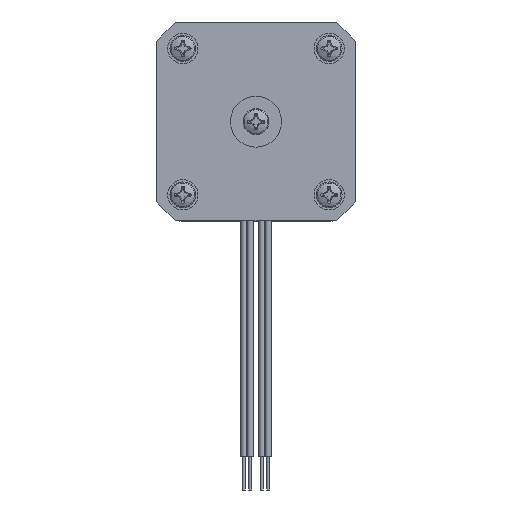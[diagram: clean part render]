
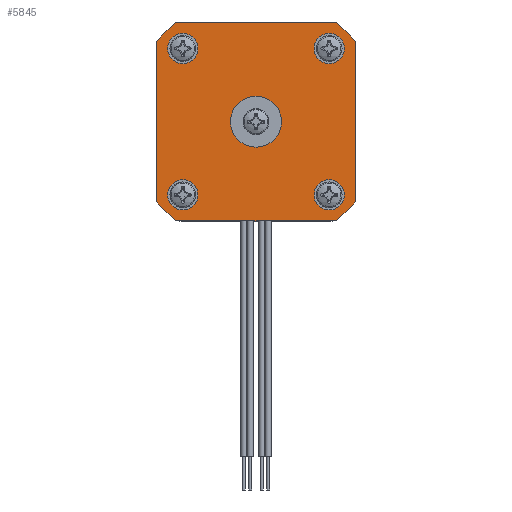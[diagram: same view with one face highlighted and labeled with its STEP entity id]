
A CAD part, front view. The second image highlights one B-rep face of the part: STEP entity #5845.
In plain terms, the highlighted planar face has unit normal (0, -1, 0).
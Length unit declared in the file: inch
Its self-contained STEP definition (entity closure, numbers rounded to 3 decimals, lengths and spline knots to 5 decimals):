
#5273=CARTESIAN_POINT('',(0.66781,0.26605,-0.82677));
#5274=VERTEX_POINT('',#5273);
#5281=CARTESIAN_POINT('',(-0.66781,0.26605,-0.82677));
#5282=VERTEX_POINT('',#5281);
#5283=CARTESIAN_POINT('',(0.82677,0.26605,-0.82677));
#5284=DIRECTION('',(-1.,0.,0.));
#5285=VECTOR('',#5284,1.);
#5286=LINE('',#5283,#5285);
#5287=EDGE_CURVE('',#5274,#5282,#5286,.T.);
#5520=CARTESIAN_POINT('',(0.2125,0.26605,0.));
#5521=VERTEX_POINT('',#5520);
#5528=CARTESIAN_POINT('',(0.,0.26605,0.));
#5529=DIRECTION('',(0.,1.,0.));
#5530=DIRECTION('',(-1.,0.,0.));
#5531=AXIS2_PLACEMENT_3D('',#5528,#5529,#5530);
#5532=CIRCLE('',#5531,0.2125);
#5533=EDGE_CURVE('',#5521,#5521,#5532,.T.);
#5561=CARTESIAN_POINT('',(-0.48424,0.26605,-0.61024));
#5562=VERTEX_POINT('',#5561);
#5569=CARTESIAN_POINT('',(-0.61024,0.26605,-0.61024));
#5570=DIRECTION('',(0.,1.,0.));
#5571=DIRECTION('',(1.,0.,0.));
#5572=AXIS2_PLACEMENT_3D('',#5569,#5570,#5571);
#5573=CIRCLE('',#5572,0.126);
#5574=EDGE_CURVE('',#5562,#5562,#5573,.T.);
#5614=CARTESIAN_POINT('',(0.73624,0.26605,-0.61024));
#5615=VERTEX_POINT('',#5614);
#5622=CARTESIAN_POINT('',(0.61024,0.26605,-0.61024));
#5623=DIRECTION('',(0.,1.,0.));
#5624=DIRECTION('',(1.,0.,0.));
#5625=AXIS2_PLACEMENT_3D('',#5622,#5623,#5624);
#5626=CIRCLE('',#5625,0.126);
#5627=EDGE_CURVE('',#5615,#5615,#5626,.T.);
#5667=CARTESIAN_POINT('',(0.73624,0.26605,0.61024));
#5668=VERTEX_POINT('',#5667);
#5675=CARTESIAN_POINT('',(0.61024,0.26605,0.61024));
#5676=DIRECTION('',(0.,1.,0.));
#5677=DIRECTION('',(1.,0.,0.));
#5678=AXIS2_PLACEMENT_3D('',#5675,#5676,#5677);
#5679=CIRCLE('',#5678,0.126);
#5680=EDGE_CURVE('',#5668,#5668,#5679,.T.);
#5720=CARTESIAN_POINT('',(-0.48424,0.26605,0.61024));
#5721=VERTEX_POINT('',#5720);
#5728=CARTESIAN_POINT('',(-0.61024,0.26605,0.61024));
#5729=DIRECTION('',(0.,1.,0.));
#5730=DIRECTION('',(1.,0.,0.));
#5731=AXIS2_PLACEMENT_3D('',#5728,#5729,#5730);
#5732=CIRCLE('',#5731,0.126);
#5733=EDGE_CURVE('',#5721,#5721,#5732,.T.);
#5764=CARTESIAN_POINT('',(0.82677,0.26605,-0.66781));
#5765=VERTEX_POINT('',#5764);
#5766=CARTESIAN_POINT('',(0.,0.26605,0.));
#5767=DIRECTION('',(0.,-1.,0.));
#5768=DIRECTION('',(1.,0.,0.));
#5769=AXIS2_PLACEMENT_3D('',#5766,#5767,#5768);
#5770=CIRCLE('',#5769,1.06279);
#5771=EDGE_CURVE('',#5274,#5765,#5770,.T.);
#5772=ORIENTED_EDGE('',*,*,#5771,.T.);
#5773=CARTESIAN_POINT('',(0.82677,0.26605,0.66781));
#5774=VERTEX_POINT('',#5773);
#5775=CARTESIAN_POINT('',(0.82677,0.26605,-0.82677));
#5776=DIRECTION('',(0.,0.,-1.));
#5777=VECTOR('',#5776,1.);
#5778=LINE('',#5775,#5777);
#5779=EDGE_CURVE('',#5774,#5765,#5778,.T.);
#5780=ORIENTED_EDGE('',*,*,#5779,.F.);
#5781=CARTESIAN_POINT('',(0.66781,0.26605,0.82677));
#5782=VERTEX_POINT('',#5781);
#5783=CARTESIAN_POINT('',(0.,0.26605,0.));
#5784=DIRECTION('',(0.,-1.,0.));
#5785=DIRECTION('',(1.,0.,0.));
#5786=AXIS2_PLACEMENT_3D('',#5783,#5784,#5785);
#5787=CIRCLE('',#5786,1.06279);
#5788=EDGE_CURVE('',#5774,#5782,#5787,.T.);
#5789=ORIENTED_EDGE('',*,*,#5788,.T.);
#5790=CARTESIAN_POINT('',(-0.66781,0.26605,0.82677));
#5791=VERTEX_POINT('',#5790);
#5792=CARTESIAN_POINT('',(0.82677,0.26605,0.82677));
#5793=DIRECTION('',(1.,0.,0.));
#5794=VECTOR('',#5793,1.);
#5795=LINE('',#5792,#5794);
#5796=EDGE_CURVE('',#5791,#5782,#5795,.T.);
#5797=ORIENTED_EDGE('',*,*,#5796,.F.);
#5798=CARTESIAN_POINT('',(-0.82677,0.26605,0.66781));
#5799=VERTEX_POINT('',#5798);
#5800=CARTESIAN_POINT('',(0.,0.26605,0.));
#5801=DIRECTION('',(0.,-1.,0.));
#5802=DIRECTION('',(1.,0.,0.));
#5803=AXIS2_PLACEMENT_3D('',#5800,#5801,#5802);
#5804=CIRCLE('',#5803,1.06279);
#5805=EDGE_CURVE('',#5791,#5799,#5804,.T.);
#5806=ORIENTED_EDGE('',*,*,#5805,.T.);
#5807=CARTESIAN_POINT('',(-0.82677,0.26605,-0.66781));
#5808=VERTEX_POINT('',#5807);
#5809=CARTESIAN_POINT('',(-0.82677,0.26605,-0.82677));
#5810=DIRECTION('',(0.,0.,1.));
#5811=VECTOR('',#5810,1.);
#5812=LINE('',#5809,#5811);
#5813=EDGE_CURVE('',#5808,#5799,#5812,.T.);
#5814=ORIENTED_EDGE('',*,*,#5813,.F.);
#5815=CARTESIAN_POINT('',(0.,0.26605,0.));
#5816=DIRECTION('',(0.,-1.,0.));
#5817=DIRECTION('',(1.,0.,0.));
#5818=AXIS2_PLACEMENT_3D('',#5815,#5816,#5817);
#5819=CIRCLE('',#5818,1.06279);
#5820=EDGE_CURVE('',#5808,#5282,#5819,.T.);
#5821=ORIENTED_EDGE('',*,*,#5820,.T.);
#5822=ORIENTED_EDGE('',*,*,#5287,.F.);
#5823=EDGE_LOOP('',(#5772,#5780,#5789,#5797,#5806,#5814,#5821,#5822));
#5824=FACE_OUTER_BOUND('',#5823,.T.);
#5825=ORIENTED_EDGE('',*,*,#5533,.T.);
#5826=EDGE_LOOP('',(#5825));
#5827=FACE_BOUND('',#5826,.T.);
#5828=ORIENTED_EDGE('',*,*,#5574,.T.);
#5829=EDGE_LOOP('',(#5828));
#5830=FACE_BOUND('',#5829,.T.);
#5831=ORIENTED_EDGE('',*,*,#5627,.T.);
#5832=EDGE_LOOP('',(#5831));
#5833=FACE_BOUND('',#5832,.T.);
#5834=ORIENTED_EDGE('',*,*,#5680,.T.);
#5835=EDGE_LOOP('',(#5834));
#5836=FACE_BOUND('',#5835,.T.);
#5837=ORIENTED_EDGE('',*,*,#5733,.T.);
#5838=EDGE_LOOP('',(#5837));
#5839=FACE_BOUND('',#5838,.T.);
#5840=CARTESIAN_POINT('',(0.,0.26605,0.));
#5841=DIRECTION('',(0.,-1.,0.));
#5842=DIRECTION('',(0.,0.,1.));
#5843=AXIS2_PLACEMENT_3D('',#5840,#5841,#5842);
#5844=PLANE('',#5843);
#5845=ADVANCED_FACE('',(#5824,#5827,#5830,#5833,#5836,#5839),#5844,.T.);
